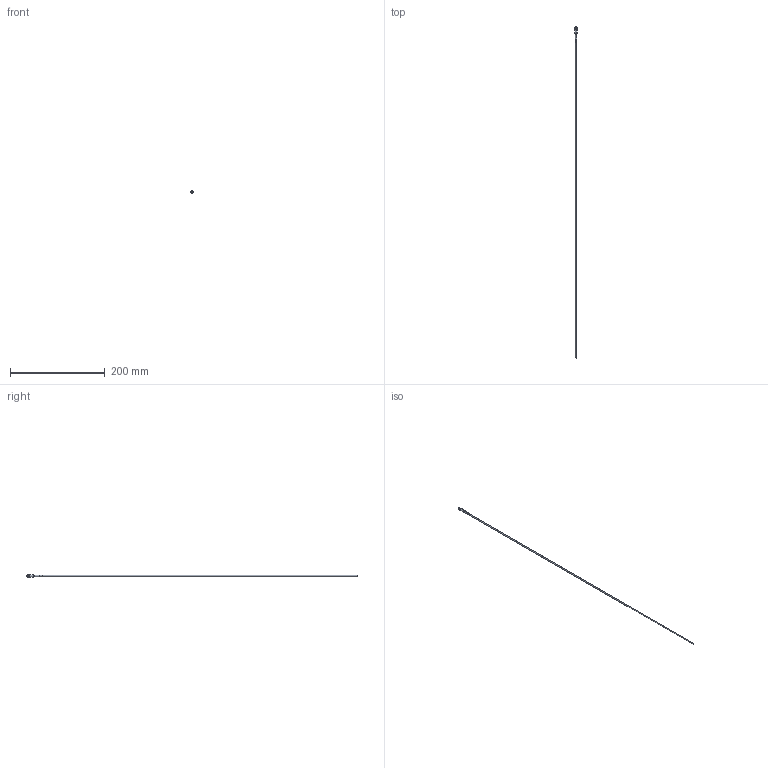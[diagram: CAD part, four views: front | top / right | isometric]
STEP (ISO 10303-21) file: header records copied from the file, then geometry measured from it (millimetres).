
FILE_DESCRIPTION (( 'STEP AP203' ), '1' );
FILE_NAME ('INGUN_SE-RG316-50MCXMG070S.STEP', '2022-05-09T12:26:38', ( 'ochi' ), ( '' ), 'SwSTEP 2.0', 'SolidWorks 2018', '' );
FILE_SCHEMA (( 'CONFIG_CONTROL_DESIGN' ));
Length unit declared in the file: millimetre
Products named in the file (1): INGUN_SE-RG316-50MCXMG070S
Bounding box: 5 x 700 x 5 mm (x, y, z)
Volume: 3670.5 mm3; surface area: 5825.4 mm2
Topology: 1 solids, 1 shells, 251 faces, 681 edges, 439 vertices
Faces by surface type: cylinder 67, plane 66, torus 54, cone 42, bspline 22
Entity records: 8877 total; most frequent: CARTESIAN_POINT 2734, ORIENTED_EDGE 1362, DIRECTION 1188, EDGE_CURVE 681, AXIS2_PLACEMENT_3D 495, VERTEX_POINT 439, CIRCLE 265, EDGE_LOOP 258
